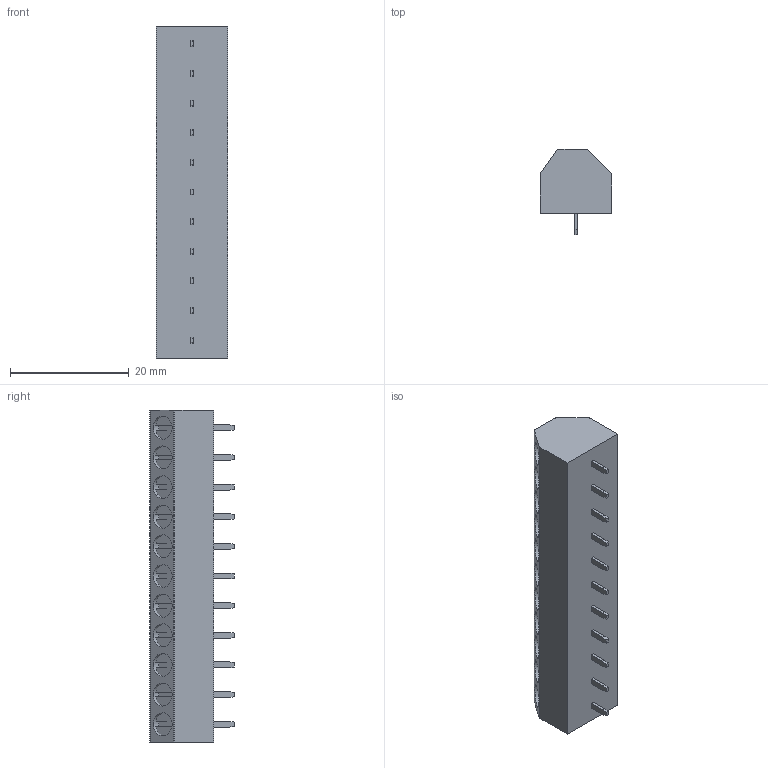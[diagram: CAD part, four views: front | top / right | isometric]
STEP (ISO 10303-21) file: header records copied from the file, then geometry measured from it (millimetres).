
FILE_DESCRIPTION((''),'2;1');
FILE_NAME('PRT0002','2024-10-19T',('sj'),(''),'PRO/ENGINEER BY PARAMETRIC TECHNOLOGY CORPORATION, 2013240','PRO/ENGINEER BY PARAMETRIC TECHNOLOGY CORPORATION, 2013240','');
FILE_SCHEMA(('AUTOMOTIVE_DESIGN_CC2 { 1 2 10303 214 -1 1 5 2 }'));
Length unit declared in the file: millimetre
Products named in the file (1): PRT0002
Bounding box: 12 x 14.3 x 56 mm (x, y, z)
Volume: 6122.6 mm3; surface area: 2995.1 mm2
Topology: 1 solids, 1 shells, 254 faces, 657 edges, 438 vertices
Faces by surface type: plane 228, cylinder 26
Entity records: 7697 total; most frequent: CARTESIAN_POINT 1349, ORIENTED_EDGE 1314, DIRECTION 1261, EDGE_CURVE 657, VECTOR 561, LINE 561, VERTEX_POINT 438, AXIS2_PLACEMENT_3D 350
